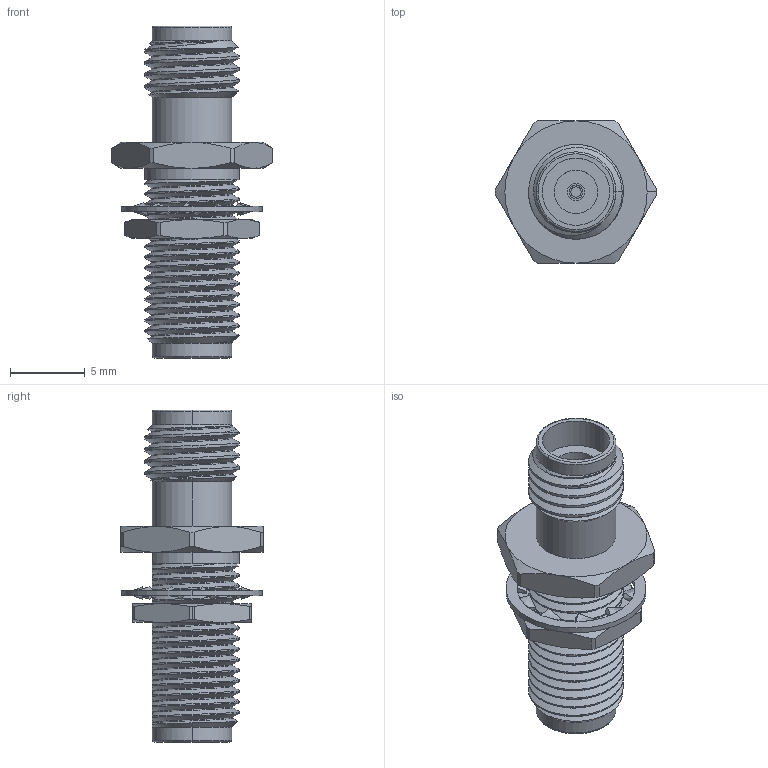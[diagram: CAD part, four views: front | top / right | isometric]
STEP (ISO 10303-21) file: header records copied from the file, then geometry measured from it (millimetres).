
FILE_DESCRIPTION (( 'STEP AP214' ), '1' );
FILE_NAME ('SM3226_3D.step', '2025-02-03T16:11:57', ( '' ), ( '' ), 'SwSTEP 2.0', 'SolidWorks 2022', '' );
FILE_SCHEMA (( 'AUTOMOTIVE_DESIGN' ));
Length unit declared in the file: inch
Products named in the file (1): SM3226_3D
Bounding box: 10.82 x 9.53 x 22.23 mm (x, y, z)
Volume: 609.1 mm3; surface area: 1067.8 mm2
Topology: 2 solids, 2 shells, 297 faces, 859 edges, 576 vertices
Faces by surface type: cylinder 107, bspline 98, plane 45, cone 43, torus 4
Entity records: 36331 total; most frequent: CARTESIAN_POINT 29695, ORIENTED_EDGE 1718, DIRECTION 968, EDGE_CURVE 859, VERTEX_POINT 576, AXIS2_PLACEMENT_3D 393, B_SPLINE_CURVE_WITH_KNOTS 340, EDGE_LOOP 315
